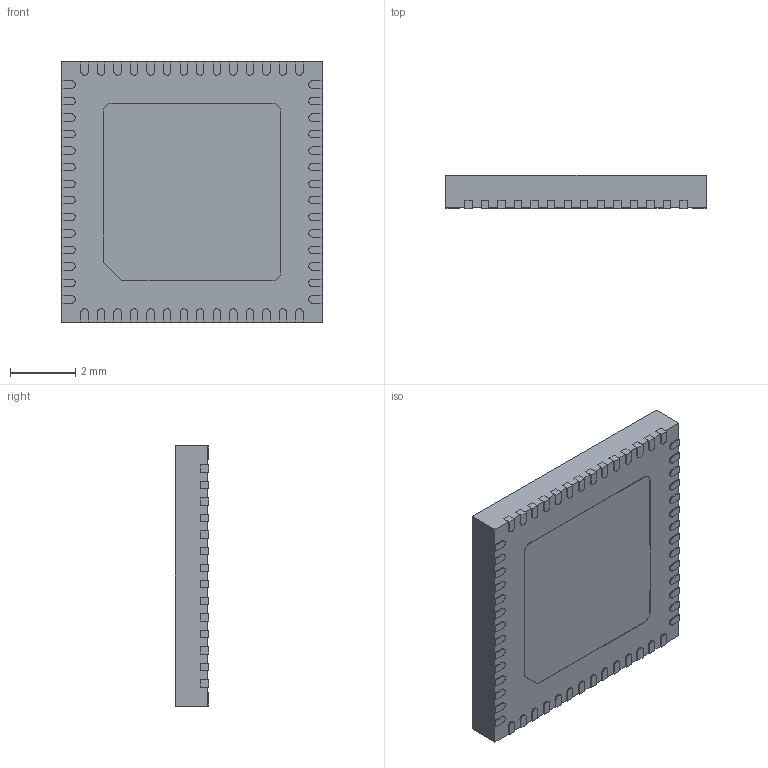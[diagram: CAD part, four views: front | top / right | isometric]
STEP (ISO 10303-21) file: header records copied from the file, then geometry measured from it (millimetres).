
FILE_DESCRIPTION (( 'STEP AP214' ), '1' );
FILE_NAME ('197D7DFA-A353-4406-B70A-DDDF9EBE7E3D.STEP', '2008-07-01T04:37:32', ( 'sysAdmin' ), ( 'SolidWorks' ), 'SwSTEP 2.0', 'SolidWorks 2008', '' );
FILE_SCHEMA (( 'AUTOMOTIVE_DESIGN' ));
Length unit declared in the file: inch
Products named in the file (4): 197D7DFA-A353-4406-B70A-DDDF9EBE7E3D; SW3dPS-QFN-56_QFN-56 Connector; SW3dPS-QFN-56_QFN-56 Body
Assembly tree (19 placements, depth 3):
  197D7DFA-A353-4406-B70A-DDDF9EBE7E3D
    SW3dPS-QFN-56_QFN-56 Connector  x4
      SW3dPS-QFN-56_QFN-56 Connector
    SW3dPS-QFN-56_QFN-56 Body
Bounding box: 8 x 1.03 x 8 mm (x, y, z)
Volume: 63.9 mm3; surface area: 194.9 mm2
Topology: 57 solids, 57 shells, 876 faces, 2256 edges, 1504 vertices
Faces by surface type: plane 620, cylinder 229, bspline 27
Entity records: 17236 total; most frequent: CARTESIAN_POINT 4340, ORIENTED_EDGE 2532, DIRECTION 2314, EDGE_CURVE 1266, VECTOR 974, LINE 974, VERTEX_POINT 844, AXIS2_PLACEMENT_3D 670
